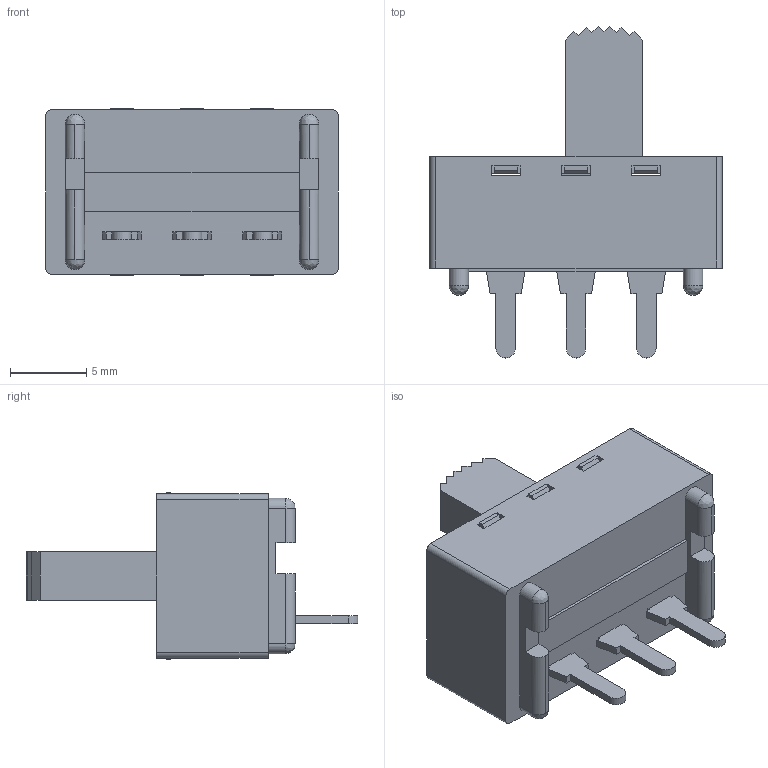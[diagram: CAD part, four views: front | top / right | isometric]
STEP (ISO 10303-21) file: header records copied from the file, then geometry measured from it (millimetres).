
FILE_DESCRIPTION(/* description */ ('STEP AP203'),/* implementation_level */ '2;1');
FILE_NAME(/* name */ 'L102021MS02Q',/* time_stamp */ '2022-11-26T06:55:06+01:00',/* author */ ('License CC BY-ND 4.0'),/* organization */ ('CADENAS'),/* preprocessor_version */ 'ST-DEVELOPER v18.102',/* originating_system */ 'PARTsolutions',/* authorisation */ ' ');
FILE_SCHEMA (('CONFIG_CONTROL_DESIGN'));
Length unit declared in the file: millimetre
Products named in the file (2): L102021MS02Q; L102021MS02Q_PART1
Assembly tree (1 placements, depth 2):
  L102021MS02Q
    L102021MS02Q_PART1
Bounding box: 19.13 x 21.7 x 10.9 mm (x, y, z)
Volume: 822 mm3; surface area: 1983.1 mm2
Topology: 2 solids, 2 shells, 303 faces, 899 edges, 578 vertices
Faces by surface type: plane 265, cylinder 34, bspline 4
Entity records: 10103 total; most frequent: CARTESIAN_POINT 1922, ORIENTED_EDGE 1790, DIRECTION 1545, EDGE_CURVE 895, LINE 823, VECTOR 823, VERTEX_POINT 578, AXIS2_PLACEMENT_3D 361
